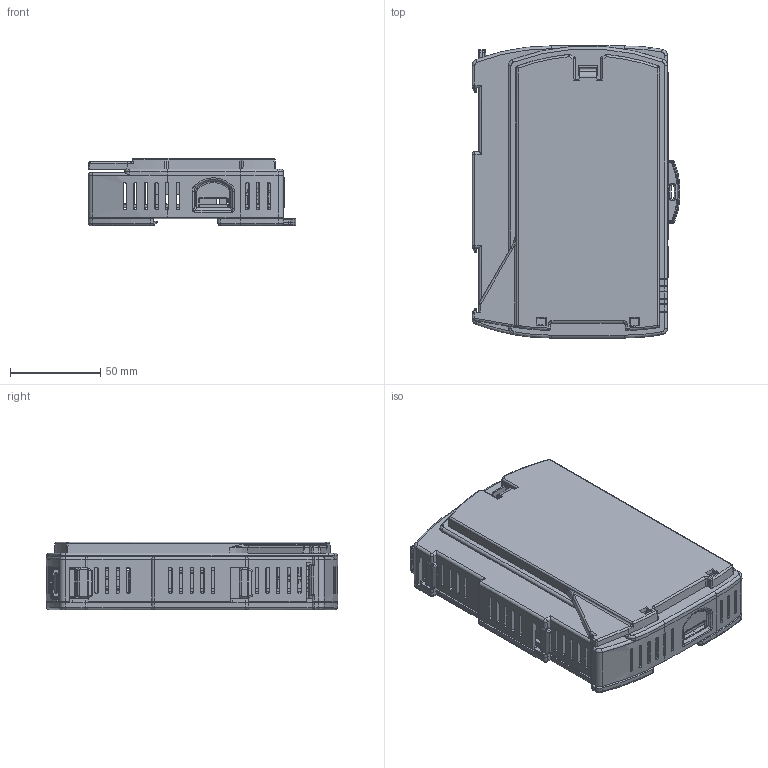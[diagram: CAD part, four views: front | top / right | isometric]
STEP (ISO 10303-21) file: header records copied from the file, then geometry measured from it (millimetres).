
FILE_DESCRIPTION(/* description */ (''),/* implementation_level */ '2;1');
FILE_NAME(/* name */ 'HE-CX251.stp',/* time_stamp */ '2014-06-13T08:40:22-04:00',/* author */ ('sbrock'),/* organization */ (''),/* preprocessor_version */ 'ST-DEVELOPER v15.2',/* originating_system */ 'Autodesk Inventor 2014',/* authorisation */ '');
FILE_SCHEMA (('AUTOMOTIVE_DESIGN { 1 0 10303 214 3 1 1 }'));
Products named in the file (11): FOX_CNX_Back_Clip_P1; FOX_CNX_Back_P1; FOX_CNX_RCS_Front_P1; FOX_CNX_RCS_Lightpipe_P1; RCS_FOX_CNX_DIN_bracket_R1; RCS_Wide_Clip_400B0645_R1; RCS-NX_Insert-P1; SCR00196; WSH00077; PCB_MOC; HE-CX251
Bounding box: 115.16 x 161.75 x 37.35 mm (x, y, z)
Volume: 199658.4 mm3; surface area: 186199.7 mm2
Topology: 16 solids, 16 shells, 2722 faces, 7881 edges, 5212 vertices
Faces by surface type: plane 1346, cylinder 466, bspline 424, cone 377, sphere 57, torus 52
Full cylindrical faces by diameter (mm): 2.6 x4, 3 x4, 4 x4, 4.343 x7, 9.525 x4
Entity records: 89156 total; most frequent: CARTESIAN_POINT 26554, ORIENTED_EDGE 13658, DIRECTION 12170, EDGE_CURVE 6829, VERTEX_POINT 4369, LINE 4256, VECTOR 4256, AXIS2_PLACEMENT_3D 3957
